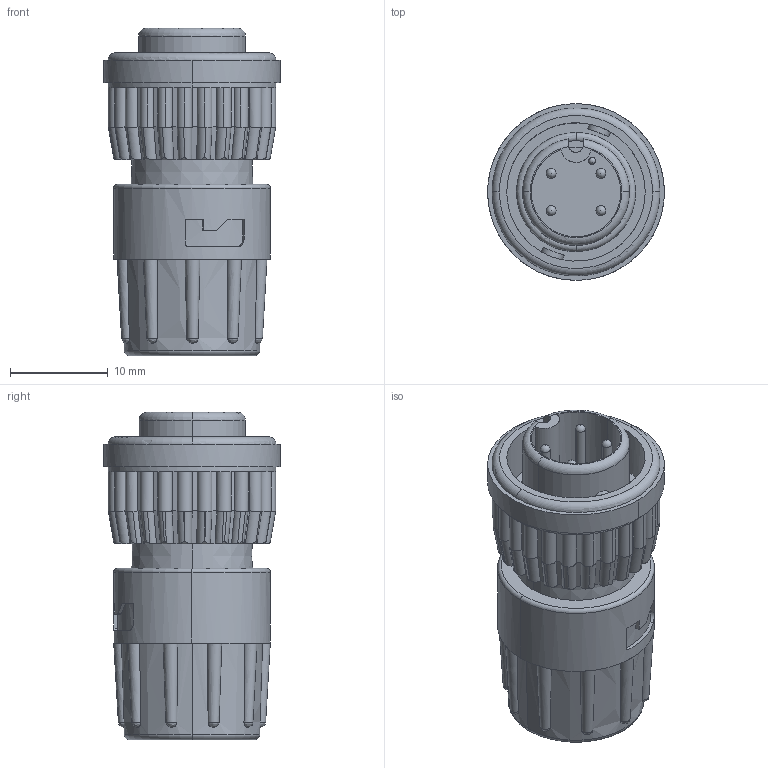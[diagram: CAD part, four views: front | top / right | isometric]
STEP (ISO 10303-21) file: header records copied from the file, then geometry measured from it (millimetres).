
FILE_DESCRIPTION (( 'STEP AP214' ), '1' );
FILE_NAME ('6280-4PG-318.STEP', '2018-01-23T15:56:43', ( '' ), ( '' ), 'SwSTEP 2.0', 'SolidWorks 2017', '' );
FILE_SCHEMA (( 'AUTOMOTIVE_DESIGN' ));
Length unit declared in the file: inch
Products named in the file (1): 6280-4PG-318
Bounding box: 18.02 x 18.03 x 33.4 mm (x, y, z)
Volume: 5284.6 mm3; surface area: 3117.4 mm2
Topology: 1 solids, 1 shells, 328 faces, 950 edges, 636 vertices
Faces by surface type: cylinder 190, plane 72, torus 35, bspline 20, sphere 7, cone 4
Entity records: 18140 total; most frequent: CARTESIAN_POINT 10715, ORIENTED_EDGE 1870, DIRECTION 1045, EDGE_CURVE 935, VERTEX_POINT 626, B_SPLINE_CURVE_WITH_KNOTS 600, AXIS2_PLACEMENT_3D 406, EDGE_LOOP 345
